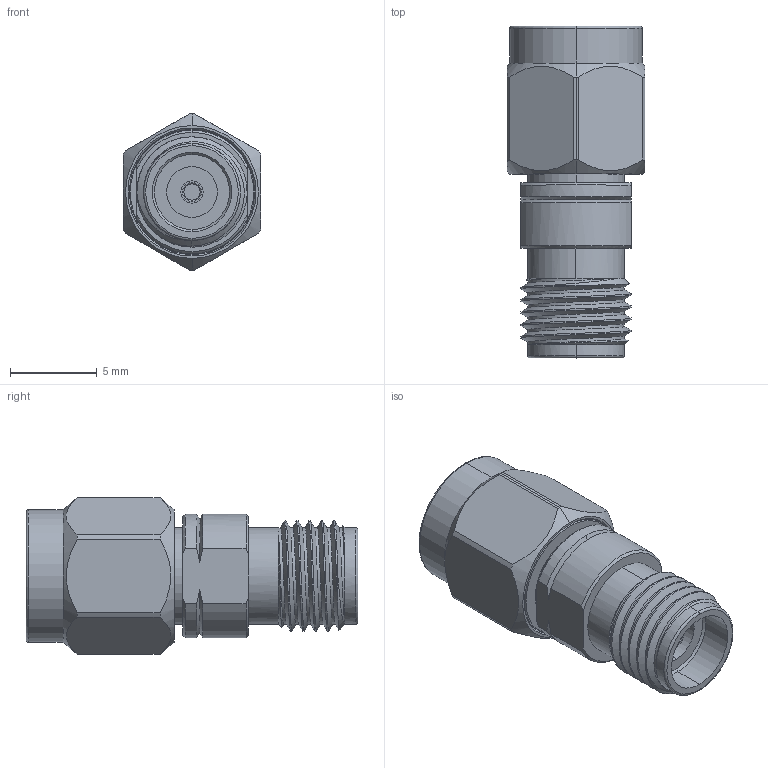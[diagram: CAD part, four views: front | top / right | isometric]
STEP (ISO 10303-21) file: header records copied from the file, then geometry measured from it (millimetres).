
FILE_DESCRIPTION (( 'STEP AP203' ), '1' );
FILE_NAME ('FMAD1027.step', '2018-09-17T20:16:43', ( '' ), ( '' ), 'SwSTEP 2.0', 'SolidWorks 2017', '' );
FILE_SCHEMA (( 'CONFIG_CONTROL_DESIGN' ));
Length unit declared in the file: inch
Products named in the file (1): FMAD1027
Bounding box: 7.94 x 19.1 x 8.99 mm (x, y, z)
Volume: 589.1 mm3; surface area: 899.9 mm2
Topology: 1 solids, 1 shells, 151 faces, 378 edges, 242 vertices
Faces by surface type: cylinder 62, plane 40, cone 39, bspline 6, torus 4
Entity records: 6751 total; most frequent: CARTESIAN_POINT 3211, ORIENTED_EDGE 756, DIRECTION 704, EDGE_CURVE 378, AXIS2_PLACEMENT_3D 286, VERTEX_POINT 242, EDGE_LOOP 164, ADVANCED_FACE 151
